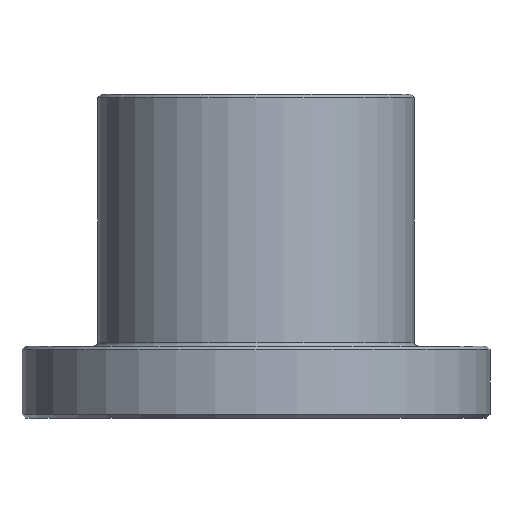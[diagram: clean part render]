
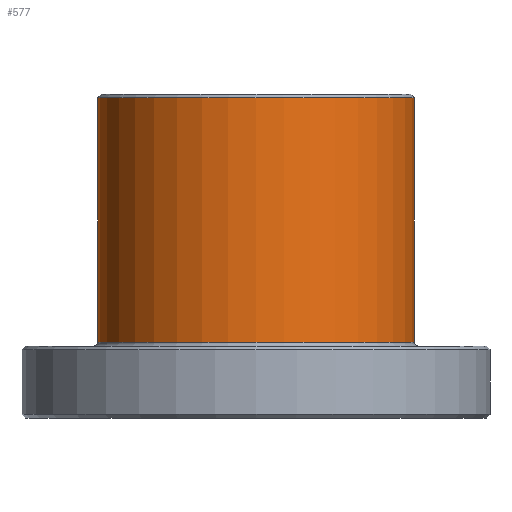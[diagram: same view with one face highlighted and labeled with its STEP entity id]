
A CAD part, front view. The second image highlights one B-rep face of the part: STEP entity #577.
In plain terms, the highlighted cylindrical face has radius 44 mm (diameter 88 mm), a partial arc.
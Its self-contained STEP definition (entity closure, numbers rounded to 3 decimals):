
#2 = DIRECTION ( 'NONE',  ( 1., 0., 0. ) ) ;
#32 = EDGE_CURVE ( 'NONE', #909, #826, #356, .T. ) ;
#50 = ORIENTED_EDGE ( 'NONE', *, *, #90, .T. ) ;
#55 = AXIS2_PLACEMENT_3D ( 'NONE', #738, #585, #162 ) ;
#84 = EDGE_CURVE ( 'NONE', #485, #826, #648, .T. ) ;
#90 = EDGE_CURVE ( 'NONE', #259, #485, #364, .T. ) ;
#126 = CARTESIAN_POINT ( 'NONE',  ( 44., 0., -45.177 ) ) ;
#134 = VECTOR ( 'NONE', #694, 1000. ) ;
#137 = DIRECTION ( 'NONE',  ( 0., 0., -1. ) ) ;
#156 = CARTESIAN_POINT ( 'NONE',  ( 44., 0., 21. ) ) ;
#161 = ORIENTED_EDGE ( 'NONE', *, *, #84, .T. ) ;
#162 = DIRECTION ( 'NONE',  ( -1., 0., 0. ) ) ;
#216 = VECTOR ( 'NONE', #137, 1000. ) ;
#259 = VERTEX_POINT ( 'NONE', #312 ) ;
#295 = CARTESIAN_POINT ( 'NONE',  ( -44., 0., -45.177 ) ) ;
#306 = DIRECTION ( 'NONE',  ( 0., 0., -1. ) ) ;
#312 = CARTESIAN_POINT ( 'NONE',  ( -44., 0., 89. ) ) ;
#319 = ORIENTED_EDGE ( 'NONE', *, *, #721, .T. ) ;
#356 = LINE ( 'NONE', #126, #134 ) ;
#364 = LINE ( 'NONE', #295, #216 ) ;
#454 = CARTESIAN_POINT ( 'NONE',  ( 0., 0., 89. ) ) ;
#485 = VERTEX_POINT ( 'NONE', #795 ) ;
#560 = CARTESIAN_POINT ( 'NONE',  ( 44., 0., 89. ) ) ;
#577 = ADVANCED_FACE ( 'NONE', ( #804 ), #962, .T. ) ;
#585 = DIRECTION ( 'NONE',  ( 0., 0., -1. ) ) ;
#626 = CARTESIAN_POINT ( 'NONE',  ( 0., 0., 21. ) ) ;
#648 = CIRCLE ( 'NONE', #816, 44. ) ;
#682 = AXIS2_PLACEMENT_3D ( 'NONE', #454, #306, #2 ) ;
#694 = DIRECTION ( 'NONE',  ( 0., 0., -1. ) ) ;
#695 = ORIENTED_EDGE ( 'NONE', *, *, #32, .F. ) ;
#721 = EDGE_CURVE ( 'NONE', #909, #259, #729, .T. ) ;
#729 = CIRCLE ( 'NONE', #682, 44. ) ;
#738 = CARTESIAN_POINT ( 'NONE',  ( 0., 0., -45.177 ) ) ;
#795 = CARTESIAN_POINT ( 'NONE',  ( -44., 0., 21. ) ) ;
#804 = FACE_OUTER_BOUND ( 'NONE', #808, .T. ) ;
#808 = EDGE_LOOP ( 'NONE', ( #695, #319, #50, #161 ) ) ;
#816 = AXIS2_PLACEMENT_3D ( 'NONE', #626, #926, #944 ) ;
#826 = VERTEX_POINT ( 'NONE', #156 ) ;
#909 = VERTEX_POINT ( 'NONE', #560 ) ;
#926 = DIRECTION ( 'NONE',  ( 0., 0., 1. ) ) ;
#944 = DIRECTION ( 'NONE',  ( 1., 0., 0. ) ) ;
#962 = CYLINDRICAL_SURFACE ( 'NONE', #55, 44. ) ;
